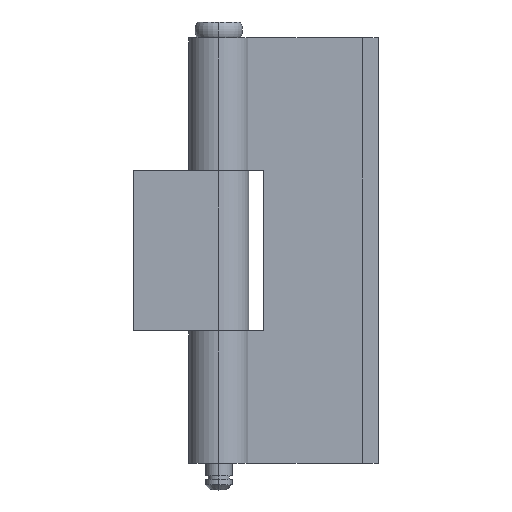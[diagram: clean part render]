
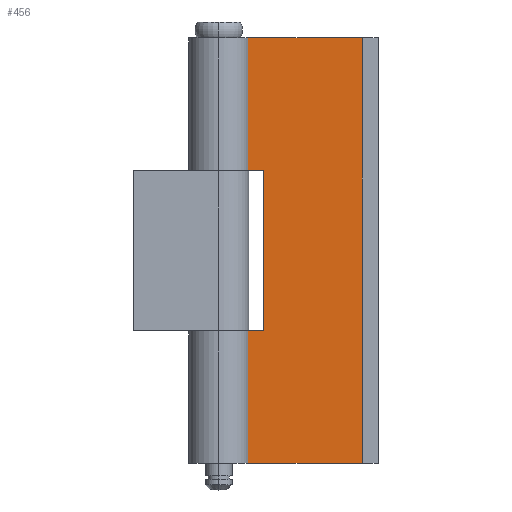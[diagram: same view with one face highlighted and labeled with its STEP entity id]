
A CAD part, top view. The second image highlights one B-rep face of the part: STEP entity #456.
In plain terms, the highlighted planar face has unit normal (0, 0, 1).
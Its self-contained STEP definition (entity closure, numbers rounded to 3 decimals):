
#207 = VERTEX_POINT ( 'NONE', #581 ) ;
#365 = VERTEX_POINT ( 'NONE', #889 ) ;
#367 = EDGE_CURVE ( 'NONE', #1649, #365, #888, .T. ) ;
#374 = EDGE_CURVE ( 'NONE', #207, #1713, #877, .T. ) ;
#379 = ORIENTED_EDGE ( 'NONE', *, *, #367, .T. ) ;
#380 = ORIENTED_EDGE ( 'NONE', *, *, #381, .T. ) ;
#381 = EDGE_CURVE ( 'NONE', #365, #442, #867, .T. ) ;
#406 = ORIENTED_EDGE ( 'NONE', *, *, #1734, .F. ) ;
#442 = VERTEX_POINT ( 'NONE', #963 ) ;
#443 = ORIENTED_EDGE ( 'NONE', *, *, #444, .T. ) ;
#444 = EDGE_CURVE ( 'NONE', #442, #445, #1023, .T. ) ;
#445 = VERTEX_POINT ( 'NONE', #1019 ) ;
#446 = ORIENTED_EDGE ( 'NONE', *, *, #447, .T. ) ;
#447 = EDGE_CURVE ( 'NONE', #445, #1633, #1018, .T. ) ;
#456 = ADVANCED_FACE ( 'NONE', ( #999 ), #998, .F. ) ;
#457 = EDGE_LOOP ( 'NONE', ( #379, #380, #443, #446, #489, #490, #491, #406 ) ) ;
#489 = ORIENTED_EDGE ( 'NONE', *, *, #1648, .T. ) ;
#490 = ORIENTED_EDGE ( 'NONE', *, *, #374, .T. ) ;
#491 = ORIENTED_EDGE ( 'NONE', *, *, #492, .F. ) ;
#492 = EDGE_CURVE ( 'NONE', #1731, #1713, #1078, .T. ) ;
#581 = CARTESIAN_POINT ( 'NONE',  ( 5.447, -40., 1.5 ) ) ;
#864 = DIRECTION ( 'NONE',  ( 1., 0., 0. ) ) ;
#865 = VECTOR ( 'NONE', #864, 1000. ) ;
#866 = CARTESIAN_POINT ( 'NONE',  ( 5.447, 15.1, 1.5 ) ) ;
#867 = LINE ( 'NONE', #866, #865 ) ;
#874 = DIRECTION ( 'NONE',  ( 1., 0., 0. ) ) ;
#875 = VECTOR ( 'NONE', #874, 1000. ) ;
#876 = CARTESIAN_POINT ( 'NONE',  ( 5.447, -40., 1.5 ) ) ;
#877 = LINE ( 'NONE', #876, #875 ) ;
#885 = DIRECTION ( 'NONE',  ( 0., -1., 0. ) ) ;
#886 = VECTOR ( 'NONE', #885, 1000. ) ;
#887 = CARTESIAN_POINT ( 'NONE',  ( 5.447, 40., 1.5 ) ) ;
#888 = LINE ( 'NONE', #887, #886 ) ;
#889 = CARTESIAN_POINT ( 'NONE',  ( 5.447, 15.1, 1.5 ) ) ;
#963 = CARTESIAN_POINT ( 'NONE',  ( 8.5, 15.1, 1.5 ) ) ;
#994 = DIRECTION ( 'NONE',  ( -1., 0., 0. ) ) ;
#995 = DIRECTION ( 'NONE',  ( 0., 0., -1. ) ) ;
#996 = CARTESIAN_POINT ( 'NONE',  ( 5.447, 40., 1.5 ) ) ;
#997 = AXIS2_PLACEMENT_3D ( 'NONE', #996, #995, #994 ) ;
#998 = PLANE ( 'NONE',  #997 ) ;
#999 = FACE_OUTER_BOUND ( 'NONE', #457, .T. ) ;
#1015 = DIRECTION ( 'NONE',  ( -1., 0., 0. ) ) ;
#1016 = VECTOR ( 'NONE', #1015, 1000. ) ;
#1017 = CARTESIAN_POINT ( 'NONE',  ( 5.447, -15.1, 1.5 ) ) ;
#1018 = LINE ( 'NONE', #1017, #1016 ) ;
#1019 = CARTESIAN_POINT ( 'NONE',  ( 8.5, -15.1, 1.5 ) ) ;
#1020 = DIRECTION ( 'NONE',  ( 0., -1., 0. ) ) ;
#1021 = VECTOR ( 'NONE', #1020, 1000. ) ;
#1022 = CARTESIAN_POINT ( 'NONE',  ( 8.5, 40., 1.5 ) ) ;
#1023 = LINE ( 'NONE', #1022, #1021 ) ;
#1075 = DIRECTION ( 'NONE',  ( 0., -1., 0. ) ) ;
#1076 = VECTOR ( 'NONE', #1075, 1000. ) ;
#1077 = CARTESIAN_POINT ( 'NONE',  ( 27., 40., 1.5 ) ) ;
#1078 = LINE ( 'NONE', #1077, #1076 ) ;
#1136 = CARTESIAN_POINT ( 'NONE',  ( 5.447, -15.1, 1.5 ) ) ;
#1163 = CARTESIAN_POINT ( 'NONE',  ( 5.447, 40., 1.5 ) ) ;
#1164 = DIRECTION ( 'NONE',  ( 0., -1., 0. ) ) ;
#1165 = VECTOR ( 'NONE', #1164, 1000. ) ;
#1166 = CARTESIAN_POINT ( 'NONE',  ( 5.447, 40., 1.5 ) ) ;
#1167 = LINE ( 'NONE', #1166, #1165 ) ;
#1247 = CARTESIAN_POINT ( 'NONE',  ( 27., -40., 1.5 ) ) ;
#1329 = DIRECTION ( 'NONE',  ( 1., 0., 0. ) ) ;
#1330 = VECTOR ( 'NONE', #1329, 1000. ) ;
#1331 = CARTESIAN_POINT ( 'NONE',  ( 5.447, 40., 1.5 ) ) ;
#1332 = LINE ( 'NONE', #1331, #1330 ) ;
#1339 = CARTESIAN_POINT ( 'NONE',  ( 27., 40., 1.5 ) ) ;
#1633 = VERTEX_POINT ( 'NONE', #1136 ) ;
#1648 = EDGE_CURVE ( 'NONE', #1633, #207, #1167, .T. ) ;
#1649 = VERTEX_POINT ( 'NONE', #1163 ) ;
#1713 = VERTEX_POINT ( 'NONE', #1247 ) ;
#1731 = VERTEX_POINT ( 'NONE', #1339 ) ;
#1734 = EDGE_CURVE ( 'NONE', #1649, #1731, #1332, .T. ) ;
